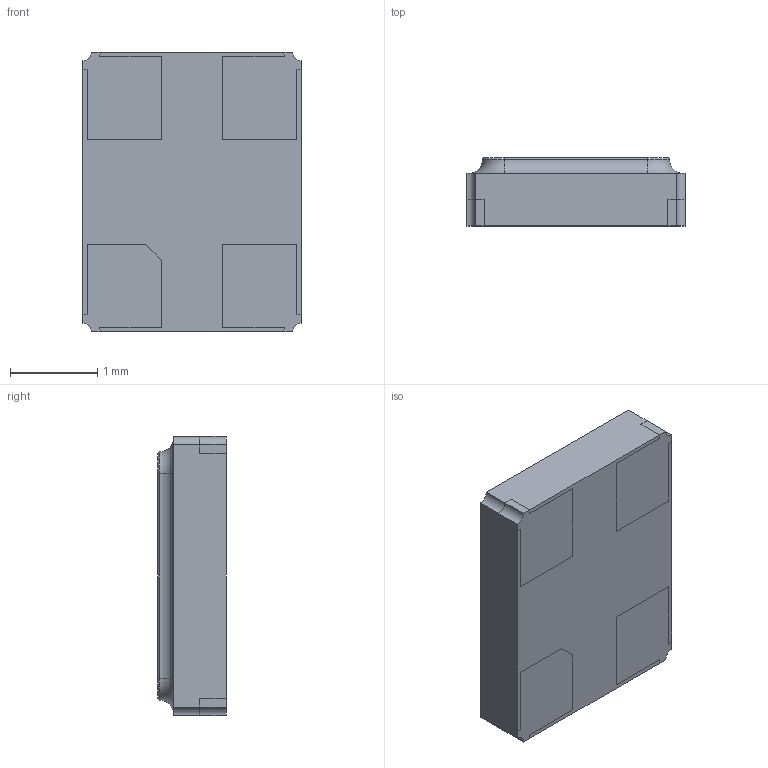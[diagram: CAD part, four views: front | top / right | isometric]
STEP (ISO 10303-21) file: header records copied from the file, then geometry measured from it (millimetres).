
FILE_DESCRIPTION (( 'STEP AP214' ), '1' );
FILE_NAME ('FL0800001.STEP', '2022-12-22T02:38:07', ( '' ), ( '' ), 'SwSTEP 2.0', 'SolidWorks 2021', '' );
FILE_SCHEMA (( 'AUTOMOTIVE_DESIGN' ));
Length unit declared in the file: millimetre
Products named in the file (1): FL0800001
Bounding box: 2.5 x 0.78 x 3.2 mm (x, y, z)
Volume: 5.9 mm3; surface area: 65.7 mm2
Topology: 8 solids, 8 shells, 119 faces, 306 edges, 204 vertices
Faces by surface type: plane 79, cylinder 32, torus 8
Entity records: 3721 total; most frequent: CARTESIAN_POINT 630, DIRECTION 626, ORIENTED_EDGE 612, EDGE_CURVE 306, VECTOR 226, LINE 226, VERTEX_POINT 204, AXIS2_PLACEMENT_3D 200
